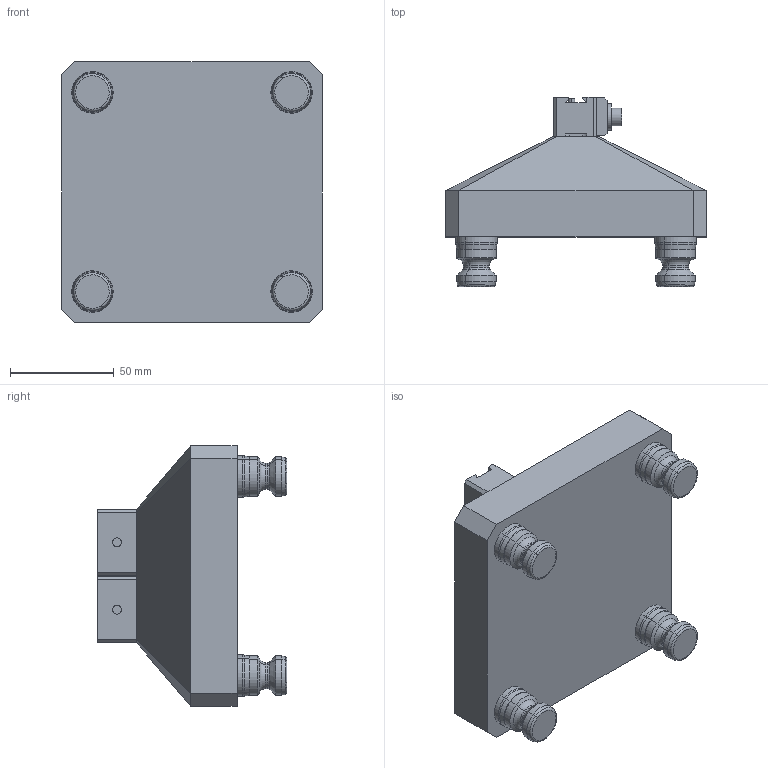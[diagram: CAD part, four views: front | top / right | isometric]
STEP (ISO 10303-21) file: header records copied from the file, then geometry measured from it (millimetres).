
FILE_DESCRIPTION (( 'STEP AP214' ), '1' );
FILE_NAME ('D_R96-2DM12.STEP', '2020-03-16T19:14:13', ( '' ), ( '' ), 'SwSTEP 2.0', 'SolidWorks 2018', '' );
FILE_SCHEMA (( 'AUTOMOTIVE_DESIGN' ));
Length unit declared in the file: millimetre
Products named in the file (7): D_DM12-2_CLW10; D_R96-2DM12; D_PS20F_HARD TURN; D_DM12-1_D051251WM; D_DM12; D_R96-DM12-1; D_DM12-3_91595A100
Assembly tree (10 placements, depth 3):
  D_R96-2DM12
    D_R96-DM12-1
    D_DM12  x2
      D_DM12-1_D051251WM
      D_DM12-2_CLW10
      D_DM12-3_91595A100
    D_PS20F_HARD TURN  x4
Bounding box: 125.73 x 91.4 x 125.73 mm (x, y, z)
Volume: 591435.3 mm3; surface area: 68510.5 mm2
Topology: 11 solids, 11 shells, 408 faces, 922 edges, 558 vertices
Faces by surface type: plane 152, cylinder 140, torus 64, cone 52
Entity records: 6237 total; most frequent: DIRECTION 1069, CARTESIAN_POINT 966, ORIENTED_EDGE 906, EDGE_CURVE 453, AXIS2_PLACEMENT_3D 405, VERTEX_POINT 286, VECTOR 259, LINE 259
